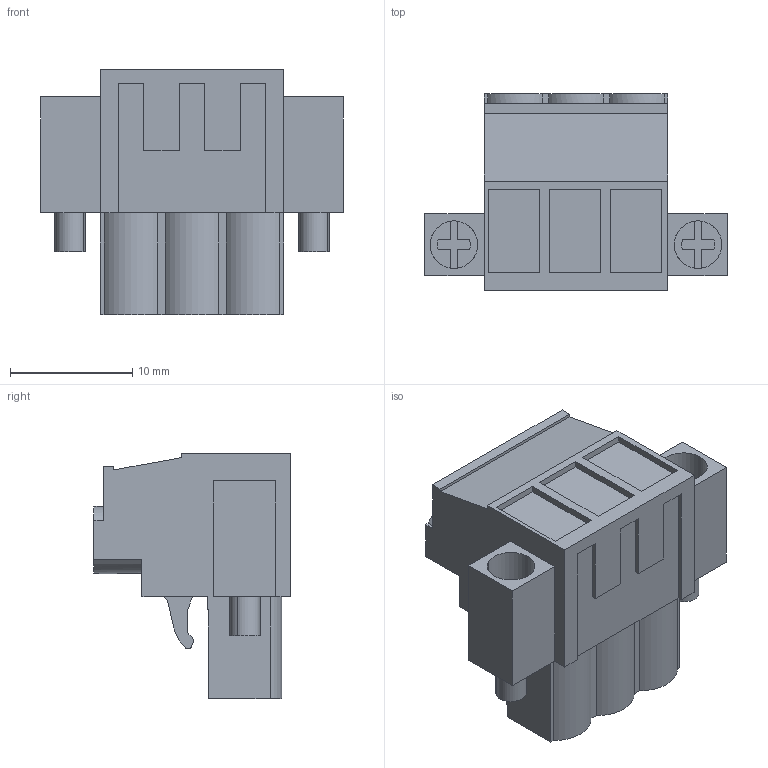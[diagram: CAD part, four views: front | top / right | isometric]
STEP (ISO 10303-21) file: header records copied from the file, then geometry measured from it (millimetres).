
FILE_DESCRIPTION(('CATIA V5 STEP Exchange','CAx-IF Rec.Pracs.--- Model Styling and Organization---1.2---2011-12-15'),'2;1');
FILE_NAME ('D1460353_0_1955790000_1955790000.stp','2017-05-31T12:27:01+00:00',('none'),('Weidmueller'),'CATIA Version 5-6 Release 2014','CATIA V5 STEP AP214','none');
FILE_SCHEMA(('AUTOMOTIVE_DESIGN { 1 0 10303 214 1 1 1 1 }'));
Length unit declared in the file: millimetre
Products named in the file (1): 1955790000
Bounding box: 24.8 x 16.1 x 20.1 mm (x, y, z)
Volume: 3442.1 mm3; surface area: 2678.5 mm2
Topology: 6 solids, 6 shells, 284 faces, 768 edges, 512 vertices
Faces by surface type: plane 223, cylinder 61
Entity records: 8653 total; most frequent: CARTESIAN_POINT 1655, ORIENTED_EDGE 1536, DIRECTION 1236, EDGE_CURVE 768, VECTOR 620, LINE 620, VERTEX_POINT 512, AXIS2_PLACEMENT_3D 374
